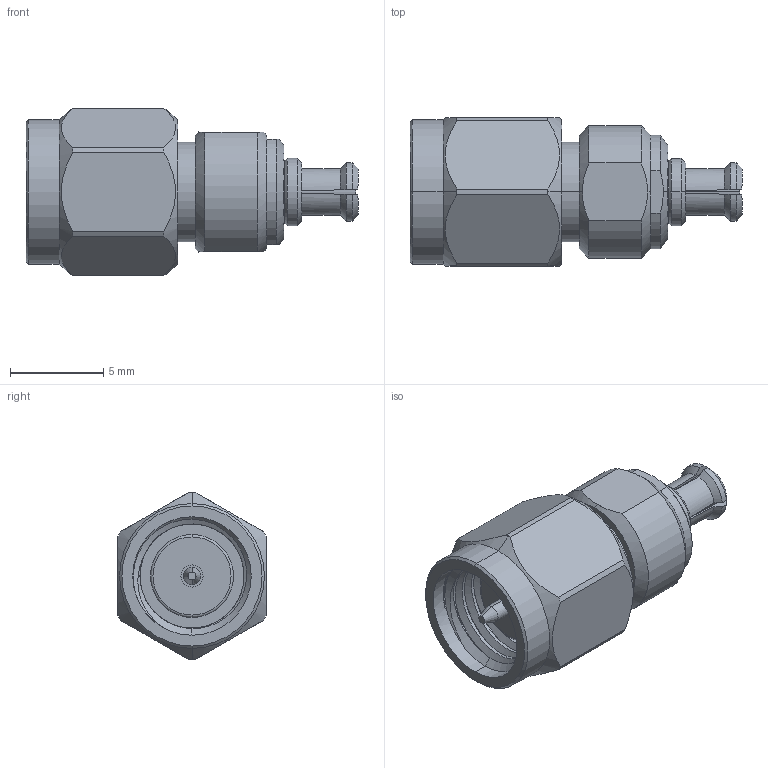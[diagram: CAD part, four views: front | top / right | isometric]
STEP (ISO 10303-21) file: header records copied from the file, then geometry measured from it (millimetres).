
FILE_DESCRIPTION (( 'STEP AP203' ), '1' );
FILE_NAME ('FMAD1013.step', '2018-07-20T15:38:48', ( '' ), ( '' ), 'SwSTEP 2.0', 'SolidWorks 2017', '' );
FILE_SCHEMA (( 'CONFIG_CONTROL_DESIGN' ));
Length unit declared in the file: inch
Products named in the file (1): FMAD1013
Bounding box: 17.8 x 7.94 x 8.99 mm (x, y, z)
Volume: 526.6 mm3; surface area: 762.3 mm2
Topology: 1 solids, 1 shells, 183 faces, 474 edges, 299 vertices
Faces by surface type: cylinder 78, plane 64, cone 36, bspline 3, torus 2
Entity records: 6703 total; most frequent: CARTESIAN_POINT 2264, ORIENTED_EDGE 948, DIRECTION 913, EDGE_CURVE 474, AXIS2_PLACEMENT_3D 366, VERTEX_POINT 299, EDGE_LOOP 195, CIRCLE 185
